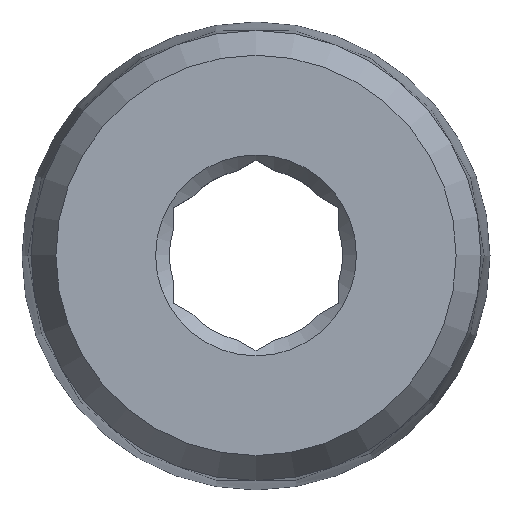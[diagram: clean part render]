
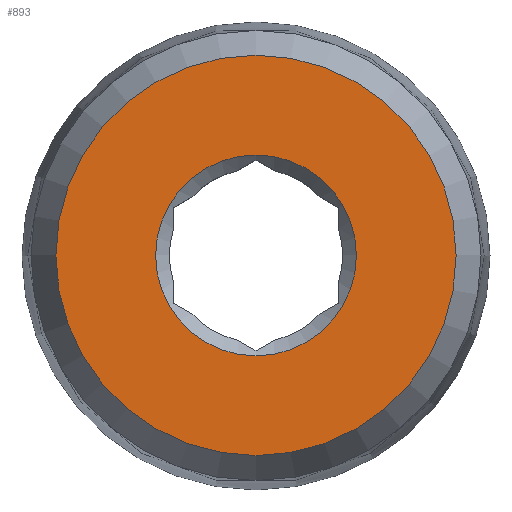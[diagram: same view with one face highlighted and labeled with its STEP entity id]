
A CAD part, top view. The second image highlights one B-rep face of the part: STEP entity #893.
In plain terms, the highlighted planar face has unit normal (0, 0, 1).
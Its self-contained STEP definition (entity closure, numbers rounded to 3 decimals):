
#27=PLANE('',#969);
#119=CIRCLE('',#923,3.65);
#143=CIRCLE('',#970,7.275);
#239=ORIENTED_EDGE('',*,*,#365,.F.);
#240=ORIENTED_EDGE('',*,*,#317,.T.);
#317=EDGE_CURVE('',#393,#393,#119,.T.);
#365=EDGE_CURVE('',#429,#429,#143,.T.);
#393=VERTEX_POINT('',#1248);
#429=VERTEX_POINT('',#1355);
#485=EDGE_LOOP('',(#239));
#486=EDGE_LOOP('',(#240));
#549=FACE_BOUND('',#485,.T.);
#550=FACE_BOUND('',#486,.T.);
#893=ADVANCED_FACE('',(#549,#550),#27,.F.);
#923=AXIS2_PLACEMENT_3D('',#1247,#1007,#1008);
#969=AXIS2_PLACEMENT_3D('',#1353,#1123,#1124);
#970=AXIS2_PLACEMENT_3D('',#1354,#1125,#1126);
#1007=DIRECTION('',(0.,0.,-1.));
#1008=DIRECTION('',(0.,1.,0.));
#1123=DIRECTION('',(0.,0.,-1.));
#1124=DIRECTION('',(-1.,0.,0.));
#1125=DIRECTION('',(0.,0.,-1.));
#1126=DIRECTION('',(-1.,0.,0.));
#1247=CARTESIAN_POINT('',(0.,0.,12.));
#1248=CARTESIAN_POINT('',(0.,3.65,12.));
#1353=CARTESIAN_POINT('',(0.,0.,12.));
#1354=CARTESIAN_POINT('',(0.,0.,12.));
#1355=CARTESIAN_POINT('',(-7.275,0.,12.));
